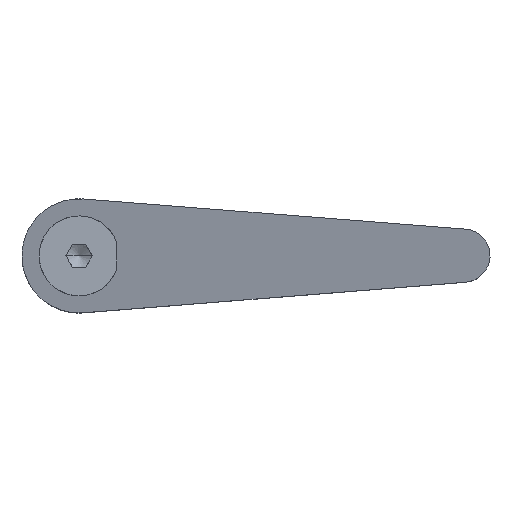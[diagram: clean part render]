
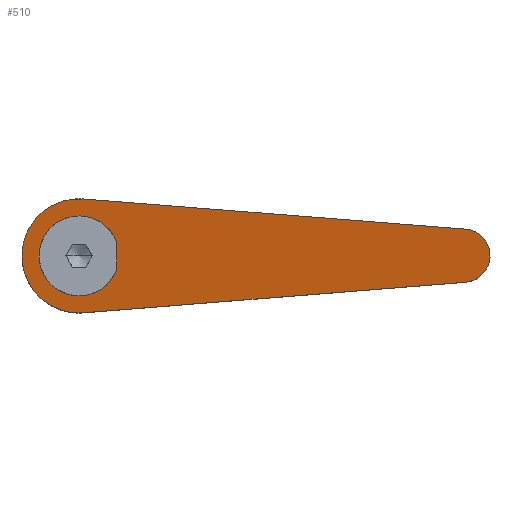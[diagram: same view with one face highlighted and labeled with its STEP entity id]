
A CAD part, top view. The second image highlights one B-rep face of the part: STEP entity #510.
In plain terms, the highlighted planar face has unit normal (-0.26, 0, 0.966).
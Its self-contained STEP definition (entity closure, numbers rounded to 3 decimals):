
#260=EDGE_CURVE('',#450,#562,#663,.T.);
#280=EDGE_CURVE('',#568,#430,#684,.T.);
#288=EDGE_CURVE('',#484,#450,#693,.T.);
#304=EDGE_CURVE('',#326,#316,#710,.T.);
#312=EDGE_CURVE('',#430,#318,#719,.T.);
#316=VERTEX_POINT('',#723);
#318=VERTEX_POINT('',#725);
#326=VERTEX_POINT('',#733);
#332=VERTEX_POINT('',#740);
#360=EDGE_CURVE('',#318,#326,#772,.T.);
#430=VERTEX_POINT('',#851);
#450=VERTEX_POINT('',#875);
#484=VERTEX_POINT('',#915);
#488=EDGE_CURVE('',#332,#484,#919,.T.);
#500=EDGE_CURVE('',#562,#332,#934,.T.);
#510=ADVANCED_FACE('',(#944,#945),#946,.F.);
#562=VERTEX_POINT('',#1007);
#568=VERTEX_POINT('',#1013);
#588=EDGE_CURVE('',#316,#568,#1035,.T.);
#663=ELLIPSE('',#1134,10.874,10.5);
#684=LINE('',#1164,#1165);
#693=LINE('',#1177,#1178);
#710=LINE('',#1203,#1204);
#719=ELLIPSE('',#1216,15.534,15.0);
#723=CARTESIAN_POINT('',(101.554,-6.978,125.167));
#725=CARTESIAN_POINT('',(-15.0,0.,93.8));
#733=CARTESIAN_POINT('',(1.188,-14.953,98.157));
#740=CARTESIAN_POINT('',(0.,-10.5,97.837));
#772=ELLIPSE('',#1296,15.534,15.0);
#851=CARTESIAN_POINT('',(1.188,14.953,98.157));
#875=CARTESIAN_POINT('',(9.896,3.511,100.5));
#915=CARTESIAN_POINT('',(9.896,-3.511,100.5));
#919=ELLIPSE('',#1507,10.874,10.5);
#934=ELLIPSE('',#1524,10.874,10.5);
#944=FACE_OUTER_BOUND('',#1538,.T.);
#945=FACE_BOUND('',#1539,.T.);
#946=PLANE('',#1540);
#1007=CARTESIAN_POINT('',(0.,10.5,97.837));
#1013=CARTESIAN_POINT('',(101.554,6.978,125.167));
#1035=ELLIPSE('',#1662,7.249,7.0);
#1134=AXIS2_PLACEMENT_3D('',#1720,#1721,#1722);
#1164=CARTESIAN_POINT('',(56.602,10.55,113.07));
#1165=VECTOR('',#1735,1.0);
#1177=CARTESIAN_POINT('',(9.896,0.,100.5));
#1178=VECTOR('',#1745,1.0);
#1203=CARTESIAN_POINT('',(103.416,-6.83,125.668));
#1204=VECTOR('',#1760,1.0);
#1216=AXIS2_PLACEMENT_3D('',#1769,#1770,#1771);
#1296=AXIS2_PLACEMENT_3D('',#1828,#1829,#1830);
#1507=AXIS2_PLACEMENT_3D('',#2010,#2011,#2012);
#1524=AXIS2_PLACEMENT_3D('',#2037,#2038,#2039);
#1538=EDGE_LOOP('',(#2043,#2044,#2045,#2046,#2047));
#1539=EDGE_LOOP('',(#2048,#2049,#2050,#2051));
#1540=AXIS2_PLACEMENT_3D('',#2052,#2053,#2054);
#1662=AXIS2_PLACEMENT_3D('',#2170,#2171,#2172);
#1720=CARTESIAN_POINT('',(0.,0.,97.837));
#1721=DIRECTION('',(-0.26,0.,0.966));
#1722=DIRECTION('',(-0.966,0.0,-0.26));
#1735=DIRECTION('',(-0.963,0.077,-0.259));
#1745=DIRECTION('',(0.,1.0,0.0));
#1760=DIRECTION('',(0.963,0.077,0.259));
#1769=CARTESIAN_POINT('',(0.,0.,97.837));
#1770=DIRECTION('',(-0.26,0.,0.966));
#1771=DIRECTION('',(-0.966,0.,-0.26));
#1828=CARTESIAN_POINT('',(0.,0.,97.837));
#1829=DIRECTION('',(-0.26,0.,0.966));
#1830=DIRECTION('',(-0.966,0.,-0.26));
#2010=CARTESIAN_POINT('',(0.,0.,97.837));
#2011=DIRECTION('',(-0.26,0.,0.966));
#2012=DIRECTION('',(-0.966,0.0,-0.26));
#2037=CARTESIAN_POINT('',(0.,0.,97.837));
#2038=DIRECTION('',(-0.26,0.,0.966));
#2039=DIRECTION('',(-0.966,0.0,-0.26));
#2043=ORIENTED_EDGE('',*,*,#312,.T.);
#2044=ORIENTED_EDGE('',*,*,#360,.T.);
#2045=ORIENTED_EDGE('',*,*,#304,.T.);
#2046=ORIENTED_EDGE('',*,*,#588,.T.);
#2047=ORIENTED_EDGE('',*,*,#280,.T.);
#2048=ORIENTED_EDGE('',*,*,#260,.F.);
#2049=ORIENTED_EDGE('',*,*,#288,.F.);
#2050=ORIENTED_EDGE('',*,*,#488,.F.);
#2051=ORIENTED_EDGE('',*,*,#500,.F.);
#2052=CARTESIAN_POINT('',(48.966,0.,111.015));
#2053=DIRECTION('',(0.26,0.,-0.966));
#2054=DIRECTION('',(0.251,0.966,0.068));
#2170=CARTESIAN_POINT('',(101.0,0.0,125.018));
#2171=DIRECTION('',(-0.26,0.,0.966));
#2172=DIRECTION('',(0.966,0.,0.26));
